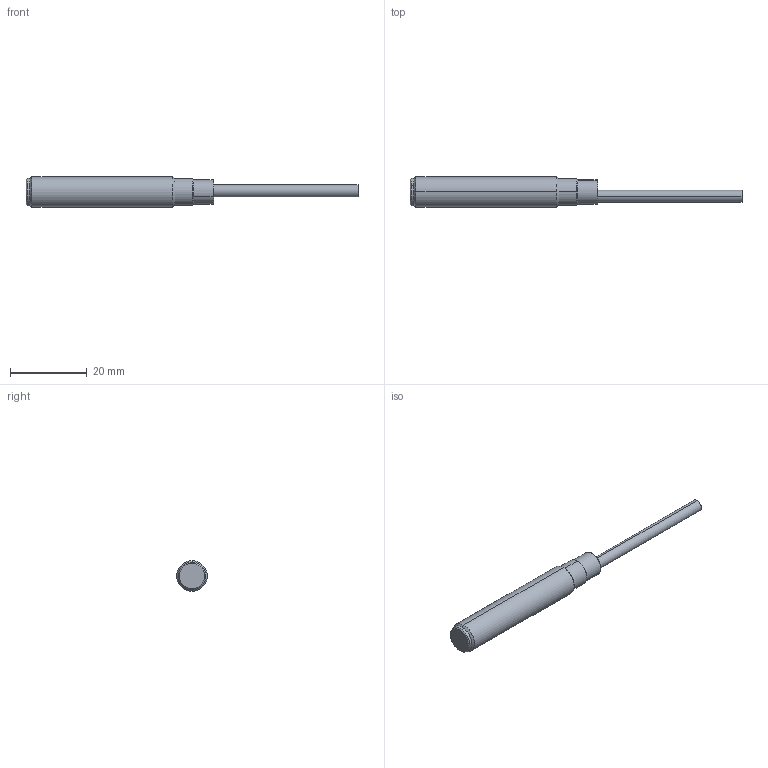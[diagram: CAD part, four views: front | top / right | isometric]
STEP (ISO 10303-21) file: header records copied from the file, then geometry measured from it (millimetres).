
FILE_DESCRIPTION (( 'STEP AP214' ), '1' );
FILE_NAME ('HER-CN-3A.step', '2018-04-12T20:23:05', ( '' ), ( '' ), 'SwSTEP 2.0', 'SolidWorks 2017', '' );
FILE_SCHEMA (( 'AUTOMOTIVE_DESIGN' ));
Length unit declared in the file: inch
Products named in the file (1): HER-CN-3A
Bounding box: 86.6 x 8 x 8 mm (x, y, z)
Volume: 2578.4 mm3; surface area: 1849.5 mm2
Topology: 4 solids, 4 shells, 34 faces, 60 edges, 36 vertices
Faces by surface type: cylinder 14, plane 10, cone 8, bspline 2
Entity records: 1361 total; most frequent: CARTESIAN_POINT 167, DIRECTION 160, ORIENTED_EDGE 120, AXIS2_PLACEMENT_3D 69, EDGE_CURVE 60, UNCERTAINTY_MEASURE_WITH_UNIT 40, DIMENSIONAL_EXPONENTS 40, LENGTH_MEASURE_WITH_UNIT 40
